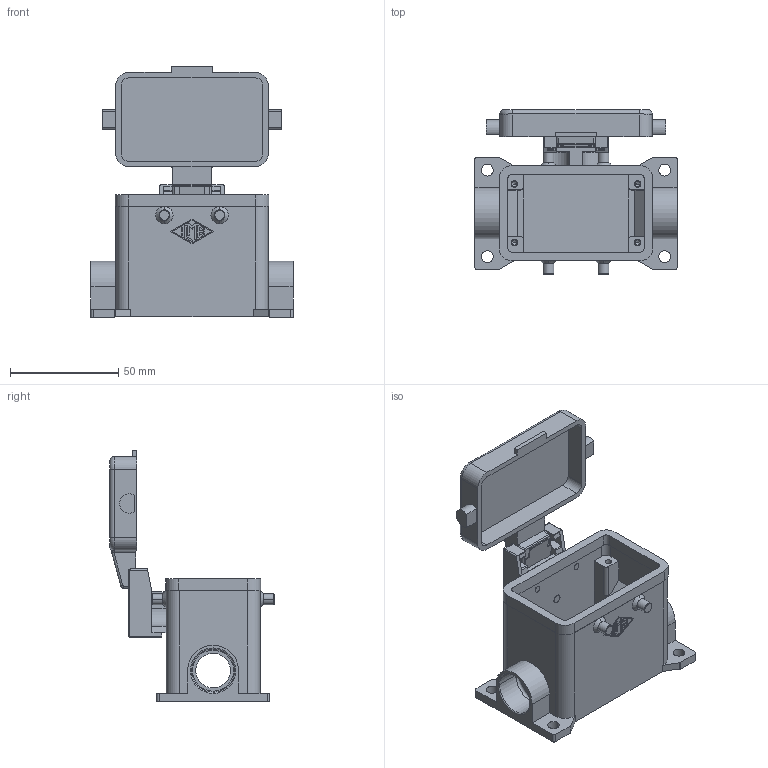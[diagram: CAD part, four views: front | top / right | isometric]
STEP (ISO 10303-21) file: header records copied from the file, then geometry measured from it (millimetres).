
FILE_DESCRIPTION(('CoCreate Modeling STEP Export'),'2;1');
FILE_NAME('MMP 03 CS220.stp','2009-06-05T11:25:18',(''),(''),'CoCreate Modeling STEP processor for AP214 (Solid Model)','CoCreate Modeling 16.00A 16-Aug-2008 (C) Parametric Technology GmbH','');
FILE_SCHEMA(('AUTOMOTIVE_DESIGN { 1 0 10303 214 1 1 1 1 }'));
Length unit declared in the file: millimetre
Products named in the file (4): MSBO8199_Body_1; MSBO8199.1; MSBO8199_Asm_1; Assembly-1
Assembly tree (3 placements, depth 3):
  Assembly-1
    MSBO8199_Asm_1
      MSBO8199.1
      MSBO8199_Body_1
Bounding box: 93.5 x 76 x 116.5 mm (x, y, z)
Volume: 93783.5 mm3; surface area: 51722.7 mm2
Topology: 2 solids, 3 shells, 431 faces, 1128 edges, 720 vertices
Faces by surface type: plane 206, cylinder 169, cone 26, torus 24, bspline 4, sphere 2
Entity records: 16109 total; most frequent: CARTESIAN_POINT 2346, ORIENTED_EDGE 2232, DIRECTION 2032, EDGE_CURVE 1116, VERTEX_POINT 720, VECTOR 692, LINE 692, AXIS2_PLACEMENT_3D 670
